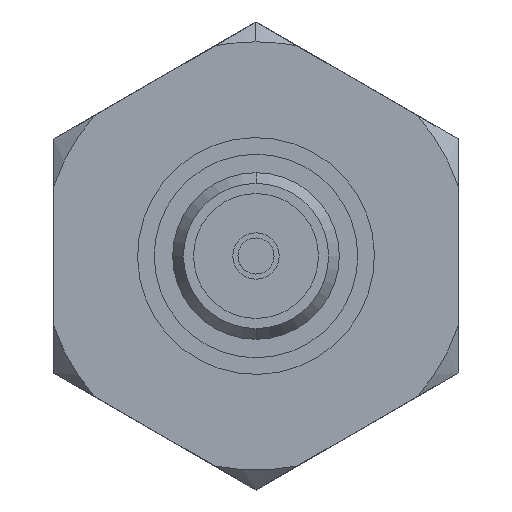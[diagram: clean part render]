
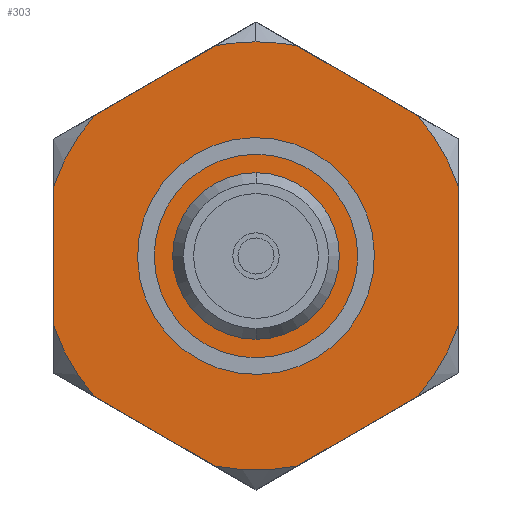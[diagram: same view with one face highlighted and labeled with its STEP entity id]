
A CAD part, front view. The second image highlights one B-rep face of the part: STEP entity #303.
In plain terms, the highlighted planar face has unit normal (0, -1, 0).
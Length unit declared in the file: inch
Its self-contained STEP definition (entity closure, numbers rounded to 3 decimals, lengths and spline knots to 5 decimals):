
#265 = EDGE_LOOP ( 'NONE', ( #266, #308 ) ) ;
#266 = ORIENTED_EDGE ( 'NONE', *, *, #267, .F. ) ;
#267 = EDGE_CURVE ( 'NONE', #4771, #4768, #971, .T. ) ;
#269 = ORIENTED_EDGE ( 'NONE', *, *, #270, .T. ) ;
#270 = EDGE_CURVE ( 'NONE', #319, #321, #966, .T. ) ;
#271 = ORIENTED_EDGE ( 'NONE', *, *, #272, .F. ) ;
#272 = EDGE_CURVE ( 'NONE', #273, #321, #959, .T. ) ;
#273 = VERTEX_POINT ( 'NONE', #961 ) ;
#274 = ORIENTED_EDGE ( 'NONE', *, *, #346, .T. ) ;
#275 = VERTEX_POINT ( 'NONE', #960 ) ;
#303 = ADVANCED_FACE ( 'NONE', ( #1002, #1003 ), #1075, .T. ) ;
#308 = ORIENTED_EDGE ( 'NONE', *, *, #4770, .F. ) ;
#316 = EDGE_LOOP ( 'NONE', ( #317, #269, #271, #274, #347, #350, #352, #353, #356, #589, #462, #536, #458 ) ) ;
#317 = ORIENTED_EDGE ( 'NONE', *, *, #318, .F. ) ;
#318 = EDGE_CURVE ( 'NONE', #319, #320, #1058, .T. ) ;
#319 = VERTEX_POINT ( 'NONE', #1020 ) ;
#320 = VERTEX_POINT ( 'NONE', #1030 ) ;
#321 = VERTEX_POINT ( 'NONE', #1029 ) ;
#346 = EDGE_CURVE ( 'NONE', #273, #275, #1169, .T. ) ;
#347 = ORIENTED_EDGE ( 'NONE', *, *, #348, .F. ) ;
#348 = EDGE_CURVE ( 'NONE', #349, #275, #1164, .T. ) ;
#349 = VERTEX_POINT ( 'NONE', #1153 ) ;
#350 = ORIENTED_EDGE ( 'NONE', *, *, #351, .T. ) ;
#351 = EDGE_CURVE ( 'NONE', #349, #4696, #1152, .T. ) ;
#352 = ORIENTED_EDGE ( 'NONE', *, *, #5015, .T. ) ;
#353 = ORIENTED_EDGE ( 'NONE', *, *, #354, .F. ) ;
#354 = EDGE_CURVE ( 'NONE', #355, #4992, #1148, .T. ) ;
#355 = VERTEX_POINT ( 'NONE', #1144 ) ;
#356 = ORIENTED_EDGE ( 'NONE', *, *, #357, .T. ) ;
#357 = EDGE_CURVE ( 'NONE', #355, #358, #1117, .T. ) ;
#358 = VERTEX_POINT ( 'NONE', #1086 ) ;
#458 = ORIENTED_EDGE ( 'NONE', *, *, #537, .T. ) ;
#459 = VERTEX_POINT ( 'NONE', #1256 ) ;
#460 = EDGE_CURVE ( 'NONE', #461, #358, #1301, .T. ) ;
#461 = VERTEX_POINT ( 'NONE', #1285 ) ;
#462 = ORIENTED_EDGE ( 'NONE', *, *, #590, .T. ) ;
#536 = ORIENTED_EDGE ( 'NONE', *, *, #619, .F. ) ;
#537 = EDGE_CURVE ( 'NONE', #459, #320, #1424, .T. ) ;
#589 = ORIENTED_EDGE ( 'NONE', *, *, #460, .F. ) ;
#590 = EDGE_CURVE ( 'NONE', #461, #591, #1707, .T. ) ;
#591 = VERTEX_POINT ( 'NONE', #1708 ) ;
#619 = EDGE_CURVE ( 'NONE', #459, #591, #1574, .T. ) ;
#957 = VECTOR ( 'NONE', #962, 39.37008 ) ;
#958 = CARTESIAN_POINT ( 'NONE',  ( 0.21875, -0.05, 0.1263 ) ) ;
#959 = LINE ( 'NONE', #958, #957 ) ;
#960 = CARTESIAN_POINT ( 'NONE',  ( 0.17467, -0.05, 0.15174 ) ) ;
#961 = CARTESIAN_POINT ( 'NONE',  ( 0.21875, -0.05, 0.0754 ) ) ;
#962 = DIRECTION ( 'NONE',  ( 0., 0., -1. ) ) ;
#963 = DIRECTION ( 'NONE',  ( 0., 0., -1. ) ) ;
#964 = AXIS2_PLACEMENT_3D ( 'NONE', #965, #972, #963 ) ;
#965 = CARTESIAN_POINT ( 'NONE',  ( 0., -0.05, 0. ) ) ;
#966 = CIRCLE ( 'NONE', #964, 0.23138 ) ;
#967 = DIRECTION ( 'NONE',  ( 0., 0., -1. ) ) ;
#968 = DIRECTION ( 'NONE',  ( 0., -1., 0. ) ) ;
#969 = CARTESIAN_POINT ( 'NONE',  ( 0., -0.05, 0. ) ) ;
#970 = AXIS2_PLACEMENT_3D ( 'NONE', #969, #968, #967 ) ;
#971 = CIRCLE ( 'NONE', #970, 0.09 ) ;
#972 = DIRECTION ( 'NONE',  ( 0., -1., 0. ) ) ;
#1002 = FACE_OUTER_BOUND ( 'NONE', #316, .T. ) ;
#1003 = FACE_BOUND ( 'NONE', #265, .T. ) ;
#1020 = CARTESIAN_POINT ( 'NONE',  ( 0.17467, -0.05, -0.15174 ) ) ;
#1021 = DIRECTION ( 'NONE',  ( -0.866, 0., -0.5 ) ) ;
#1022 = VECTOR ( 'NONE', #1021, 39.37008 ) ;
#1023 = CARTESIAN_POINT ( 'NONE',  ( 0.21875, -0.05, -0.1263 ) ) ;
#1029 = CARTESIAN_POINT ( 'NONE',  ( 0.21875, -0.05, -0.0754 ) ) ;
#1030 = CARTESIAN_POINT ( 'NONE',  ( 0.04408, -0.05, -0.22714 ) ) ;
#1058 = LINE ( 'NONE', #1023, #1022 ) ;
#1059 = DIRECTION ( 'NONE',  ( 0., 0., -1. ) ) ;
#1072 = DIRECTION ( 'NONE',  ( 0., -1., 0. ) ) ;
#1073 = CARTESIAN_POINT ( 'NONE',  ( -0.21875, -0.05, 0.1263 ) ) ;
#1074 = AXIS2_PLACEMENT_3D ( 'NONE', #1073, #1072, #1059 ) ;
#1075 = PLANE ( 'NONE',  #1074 ) ;
#1086 = CARTESIAN_POINT ( 'NONE',  ( -0.21875, -0.05, 0.0754 ) ) ;
#1087 = DIRECTION ( 'NONE',  ( 0., 0., -1. ) ) ;
#1088 = DIRECTION ( 'NONE',  ( 0., -1., 0. ) ) ;
#1089 = AXIS2_PLACEMENT_3D ( 'NONE', #1116, #1088, #1087 ) ;
#1116 = CARTESIAN_POINT ( 'NONE',  ( 0., -0.05, 0. ) ) ;
#1117 = CIRCLE ( 'NONE', #1089, 0.23138 ) ;
#1118 = DIRECTION ( 'NONE',  ( 0., 0., -1. ) ) ;
#1119 = DIRECTION ( 'NONE',  ( 0., -1., 0. ) ) ;
#1144 = CARTESIAN_POINT ( 'NONE',  ( -0.17467, -0.05, 0.15174 ) ) ;
#1145 = DIRECTION ( 'NONE',  ( 0.866, 0., 0.5 ) ) ;
#1146 = VECTOR ( 'NONE', #1145, 39.37008 ) ;
#1147 = CARTESIAN_POINT ( 'NONE',  ( -0.21875, -0.05, 0.1263 ) ) ;
#1148 = LINE ( 'NONE', #1147, #1146 ) ;
#1150 = CARTESIAN_POINT ( 'NONE',  ( 0., -0.05, 0. ) ) ;
#1151 = AXIS2_PLACEMENT_3D ( 'NONE', #1150, #1119, #1118 ) ;
#1152 = CIRCLE ( 'NONE', #1151, 0.23138 ) ;
#1153 = CARTESIAN_POINT ( 'NONE',  ( 0.04408, -0.05, 0.22714 ) ) ;
#1154 = DIRECTION ( 'NONE',  ( 0.866, 0., -0.5 ) ) ;
#1155 = VECTOR ( 'NONE', #1154, 39.37008 ) ;
#1156 = CARTESIAN_POINT ( 'NONE',  ( 0., -0.05, 0.25259 ) ) ;
#1164 = LINE ( 'NONE', #1156, #1155 ) ;
#1165 = DIRECTION ( 'NONE',  ( 0., 0., -1. ) ) ;
#1166 = DIRECTION ( 'NONE',  ( 0., -1., 0. ) ) ;
#1167 = CARTESIAN_POINT ( 'NONE',  ( 0., -0.05, 0. ) ) ;
#1168 = AXIS2_PLACEMENT_3D ( 'NONE', #1167, #1166, #1165 ) ;
#1169 = CIRCLE ( 'NONE', #1168, 0.23138 ) ;
#1256 = CARTESIAN_POINT ( 'NONE',  ( -0.04408, -0.05, -0.22714 ) ) ;
#1285 = CARTESIAN_POINT ( 'NONE',  ( -0.21875, -0.05, -0.0754 ) ) ;
#1298 = DIRECTION ( 'NONE',  ( 0., 0., 1. ) ) ;
#1299 = VECTOR ( 'NONE', #1298, 39.37008 ) ;
#1300 = CARTESIAN_POINT ( 'NONE',  ( -0.21875, -0.05, -0.1263 ) ) ;
#1301 = LINE ( 'NONE', #1300, #1299 ) ;
#1413 = DIRECTION ( 'NONE',  ( 0., 0., -1. ) ) ;
#1414 = DIRECTION ( 'NONE',  ( 0., -1., 0. ) ) ;
#1422 = CARTESIAN_POINT ( 'NONE',  ( 0., -0.05, 0. ) ) ;
#1423 = AXIS2_PLACEMENT_3D ( 'NONE', #1422, #1414, #1413 ) ;
#1424 = CIRCLE ( 'NONE', #1423, 0.23138 ) ;
#1571 = DIRECTION ( 'NONE',  ( -0.866, 0., 0.5 ) ) ;
#1572 = VECTOR ( 'NONE', #1571, 39.37008 ) ;
#1573 = CARTESIAN_POINT ( 'NONE',  ( 0., -0.05, -0.25259 ) ) ;
#1574 = LINE ( 'NONE', #1573, #1572 ) ;
#1703 = DIRECTION ( 'NONE',  ( 0., 0., -1. ) ) ;
#1704 = DIRECTION ( 'NONE',  ( 0., -1., 0. ) ) ;
#1705 = CARTESIAN_POINT ( 'NONE',  ( 0., -0.05, 0. ) ) ;
#1706 = AXIS2_PLACEMENT_3D ( 'NONE', #1705, #1704, #1703 ) ;
#1707 = CIRCLE ( 'NONE', #1706, 0.23138 ) ;
#1708 = CARTESIAN_POINT ( 'NONE',  ( -0.17467, -0.05, -0.15174 ) ) ;
#4696 = VERTEX_POINT ( 'NONE', #7598 ) ;
#4768 = VERTEX_POINT ( 'NONE', #7487 ) ;
#4770 = EDGE_CURVE ( 'NONE', #4768, #4771, #7486, .T. ) ;
#4771 = VERTEX_POINT ( 'NONE', #7451 ) ;
#4992 = VERTEX_POINT ( 'NONE', #8024 ) ;
#5015 = EDGE_CURVE ( 'NONE', #4696, #4992, #7980, .T. ) ;
#7451 = CARTESIAN_POINT ( 'NONE',  ( 0., -0.05, 0.09 ) ) ;
#7482 = DIRECTION ( 'NONE',  ( 0., 0., -1. ) ) ;
#7483 = DIRECTION ( 'NONE',  ( 0., -1., 0. ) ) ;
#7484 = CARTESIAN_POINT ( 'NONE',  ( 0., -0.05, 0. ) ) ;
#7485 = AXIS2_PLACEMENT_3D ( 'NONE', #7484, #7483, #7482 ) ;
#7486 = CIRCLE ( 'NONE', #7485, 0.09 ) ;
#7487 = CARTESIAN_POINT ( 'NONE',  ( 0., -0.05, -0.09 ) ) ;
#7598 = CARTESIAN_POINT ( 'NONE',  ( 0., -0.05, 0.23138 ) ) ;
#7976 = DIRECTION ( 'NONE',  ( 0., 0., -1. ) ) ;
#7977 = DIRECTION ( 'NONE',  ( 0., -1., 0. ) ) ;
#7978 = CARTESIAN_POINT ( 'NONE',  ( 0., -0.05, 0. ) ) ;
#7979 = AXIS2_PLACEMENT_3D ( 'NONE', #7978, #7977, #7976 ) ;
#7980 = CIRCLE ( 'NONE', #7979, 0.23138 ) ;
#8024 = CARTESIAN_POINT ( 'NONE',  ( -0.04408, -0.05, 0.22714 ) ) ;
